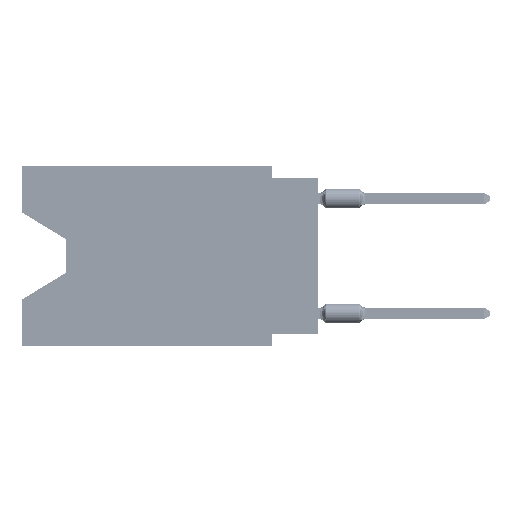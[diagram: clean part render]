
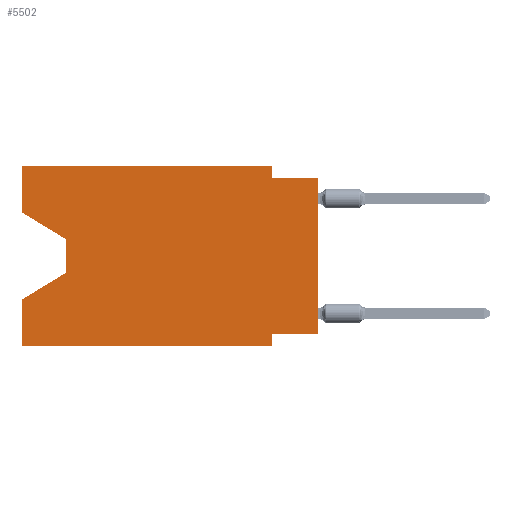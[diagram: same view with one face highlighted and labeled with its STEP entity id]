
A CAD part, left-side view. The second image highlights one B-rep face of the part: STEP entity #5502.
In plain terms, the highlighted planar face has unit normal (-1, 0, 0).
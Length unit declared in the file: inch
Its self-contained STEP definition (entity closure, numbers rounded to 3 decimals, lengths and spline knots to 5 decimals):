
#75 = CARTESIAN_POINT ( 'NONE',  ( 0., 0.55, -0.158 ) ) ;
#1493 = EDGE_CURVE ( 'NONE', #37625, #53901, #62513, .T. ) ;
#5502 = ADVANCED_FACE ( 'NONE', ( #58151 ), #78244, .F. ) ;
#6453 = LINE ( 'NONE', #40635, #41832 ) ;
#7508 = CARTESIAN_POINT ( 'NONE',  ( 0., 0.1, -0.365 ) ) ;
#9504 = DIRECTION ( 'NONE',  ( 0., -1., 0. ) ) ;
#10334 = CARTESIAN_POINT ( 'NONE',  ( 0., 0.1, -0.025 ) ) ;
#10491 = VECTOR ( 'NONE', #50433, 39.37008 ) ;
#12915 = CARTESIAN_POINT ( 'NONE',  ( 0., 0., -0.365 ) ) ;
#13394 = EDGE_CURVE ( 'NONE', #26751, #24393, #21722, .T. ) ;
#13798 = CARTESIAN_POINT ( 'NONE',  ( 0., 0.645, 0. ) ) ;
#14537 = CARTESIAN_POINT ( 'NONE',  ( 0., 0.645, 0. ) ) ;
#14864 = DIRECTION ( 'NONE',  ( 0., 0., -1. ) ) ;
#14982 = LINE ( 'NONE', #14537, #63148 ) ;
#18071 = DIRECTION ( 'NONE',  ( 0., -1., 0. ) ) ;
#18532 = LINE ( 'NONE', #39473, #65203 ) ;
#19434 = ORIENTED_EDGE ( 'NONE', *, *, #52299, .F. ) ;
#20309 = LINE ( 'NONE', #75012, #57910 ) ;
#21466 = DIRECTION ( 'NONE',  ( 0., 0., -1. ) ) ;
#21722 = LINE ( 'NONE', #77340, #86478 ) ;
#21760 = CARTESIAN_POINT ( 'NONE',  ( 0., 0.645, -0.10025 ) ) ;
#22307 = VERTEX_POINT ( 'NONE', #7508 ) ;
#22468 = CARTESIAN_POINT ( 'NONE',  ( 0., 0., 0. ) ) ;
#23081 = DIRECTION ( 'NONE',  ( 0., -1., 0. ) ) ;
#24106 = VECTOR ( 'NONE', #25215, 39.37008 ) ;
#24393 = VERTEX_POINT ( 'NONE', #89267 ) ;
#24786 = LINE ( 'NONE', #65816, #82880 ) ;
#25059 = ORIENTED_EDGE ( 'NONE', *, *, #72564, .F. ) ;
#25215 = DIRECTION ( 'NONE',  ( 0., 0.855, -0.519 ) ) ;
#25541 = VERTEX_POINT ( 'NONE', #88405 ) ;
#25781 = ORIENTED_EDGE ( 'NONE', *, *, #1493, .T. ) ;
#26455 = VERTEX_POINT ( 'NONE', #40742 ) ;
#26751 = VERTEX_POINT ( 'NONE', #48367 ) ;
#27671 = CARTESIAN_POINT ( 'NONE',  ( 0., 0.1, 0. ) ) ;
#29005 = DIRECTION ( 'NONE',  ( 1., 0., 0. ) ) ;
#30135 = ORIENTED_EDGE ( 'NONE', *, *, #42051, .F. ) ;
#31611 = LINE ( 'NONE', #59848, #24106 ) ;
#32631 = CARTESIAN_POINT ( 'NONE',  ( 0., 0.55, -0.232 ) ) ;
#34630 = VERTEX_POINT ( 'NONE', #87732 ) ;
#37625 = VERTEX_POINT ( 'NONE', #85449 ) ;
#38714 = VECTOR ( 'NONE', #75361, 39.37008 ) ;
#38919 = DIRECTION ( 'NONE',  ( 0., 0., -1. ) ) ;
#39473 = CARTESIAN_POINT ( 'NONE',  ( 0., 0., -0.025 ) ) ;
#39802 = ORIENTED_EDGE ( 'NONE', *, *, #66222, .F. ) ;
#40593 = ORIENTED_EDGE ( 'NONE', *, *, #60034, .F. ) ;
#40635 = CARTESIAN_POINT ( 'NONE',  ( 0., 0., -0.365 ) ) ;
#40664 = VECTOR ( 'NONE', #48185, 39.37008 ) ;
#40742 = CARTESIAN_POINT ( 'NONE',  ( 0., 0.1, 0. ) ) ;
#41526 = DIRECTION ( 'NONE',  ( 0., 1., 0. ) ) ;
#41778 = VERTEX_POINT ( 'NONE', #21760 ) ;
#41832 = VECTOR ( 'NONE', #41526, 39.37008 ) ;
#42051 = EDGE_CURVE ( 'NONE', #42088, #75854, #18532, .T. ) ;
#42088 = VERTEX_POINT ( 'NONE', #10334 ) ;
#48039 = AXIS2_PLACEMENT_3D ( 'NONE', #49519, #29005, #14864 ) ;
#48185 = DIRECTION ( 'NONE',  ( 0., 0., -1. ) ) ;
#48367 = CARTESIAN_POINT ( 'NONE',  ( 0., 0.645, -0.39 ) ) ;
#48438 = LINE ( 'NONE', #13798, #38714 ) ;
#49069 = LINE ( 'NONE', #76881, #10491 ) ;
#49519 = CARTESIAN_POINT ( 'NONE',  ( 0., 0.645, 0. ) ) ;
#50433 = DIRECTION ( 'NONE',  ( 0., 0., 1. ) ) ;
#50844 = EDGE_CURVE ( 'NONE', #41778, #37625, #20309, .T. ) ;
#52140 = CARTESIAN_POINT ( 'NONE',  ( 0., 0., -0.025 ) ) ;
#52299 = EDGE_CURVE ( 'NONE', #26455, #42088, #61878, .T. ) ;
#53204 = EDGE_LOOP ( 'NONE', ( #56274, #25781, #81493, #39802, #80922, #83997, #75822, #68037, #30135, #19434, #40593, #25059 ) ) ;
#53901 = VERTEX_POINT ( 'NONE', #32631 ) ;
#56274 = ORIENTED_EDGE ( 'NONE', *, *, #50844, .T. ) ;
#57910 = VECTOR ( 'NONE', #89595, 39.37008 ) ;
#58151 = FACE_OUTER_BOUND ( 'NONE', #53204, .T. ) ;
#59200 = VECTOR ( 'NONE', #74385, 39.37008 ) ;
#59848 = CARTESIAN_POINT ( 'NONE',  ( 0., 0.55, -0.232 ) ) ;
#60034 = EDGE_CURVE ( 'NONE', #25541, #26455, #14982, .T. ) ;
#60409 = VECTOR ( 'NONE', #21466, 39.37008 ) ;
#61878 = LINE ( 'NONE', #27671, #40664 ) ;
#62239 = EDGE_CURVE ( 'NONE', #53901, #34630, #31611, .T. ) ;
#62513 = LINE ( 'NONE', #75, #60409 ) ;
#63148 = VECTOR ( 'NONE', #9504, 39.37008 ) ;
#65203 = VECTOR ( 'NONE', #18071, 39.37008 ) ;
#65816 = CARTESIAN_POINT ( 'NONE',  ( 0., 0.1, -0.39 ) ) ;
#66222 = EDGE_CURVE ( 'NONE', #26751, #34630, #49069, .T. ) ;
#68037 = ORIENTED_EDGE ( 'NONE', *, *, #74094, .T. ) ;
#72564 = EDGE_CURVE ( 'NONE', #41778, #25541, #48438, .T. ) ;
#72601 = VERTEX_POINT ( 'NONE', #12915 ) ;
#74094 = EDGE_CURVE ( 'NONE', #72601, #75854, #84901, .T. ) ;
#74257 = EDGE_CURVE ( 'NONE', #72601, #22307, #6453, .T. ) ;
#74385 = DIRECTION ( 'NONE',  ( 0., 0., 1. ) ) ;
#75012 = CARTESIAN_POINT ( 'NONE',  ( 0., 0.645, -0.10025 ) ) ;
#75361 = DIRECTION ( 'NONE',  ( 0., 0., 1. ) ) ;
#75822 = ORIENTED_EDGE ( 'NONE', *, *, #74257, .F. ) ;
#75854 = VERTEX_POINT ( 'NONE', #52140 ) ;
#76881 = CARTESIAN_POINT ( 'NONE',  ( 0., 0.645, 0. ) ) ;
#77000 = EDGE_CURVE ( 'NONE', #22307, #24393, #24786, .T. ) ;
#77340 = CARTESIAN_POINT ( 'NONE',  ( 0., 0.645, -0.39 ) ) ;
#78244 = PLANE ( 'NONE',  #48039 ) ;
#80922 = ORIENTED_EDGE ( 'NONE', *, *, #13394, .T. ) ;
#81493 = ORIENTED_EDGE ( 'NONE', *, *, #62239, .T. ) ;
#82880 = VECTOR ( 'NONE', #38919, 39.37008 ) ;
#83997 = ORIENTED_EDGE ( 'NONE', *, *, #77000, .F. ) ;
#84901 = LINE ( 'NONE', #22468, #59200 ) ;
#85449 = CARTESIAN_POINT ( 'NONE',  ( 0., 0.55, -0.158 ) ) ;
#86478 = VECTOR ( 'NONE', #23081, 39.37008 ) ;
#87732 = CARTESIAN_POINT ( 'NONE',  ( 0., 0.645, -0.28975 ) ) ;
#88405 = CARTESIAN_POINT ( 'NONE',  ( 0., 0.645, 0. ) ) ;
#89267 = CARTESIAN_POINT ( 'NONE',  ( 0., 0.1, -0.39 ) ) ;
#89595 = DIRECTION ( 'NONE',  ( 0., -0.855, -0.519 ) ) ;
